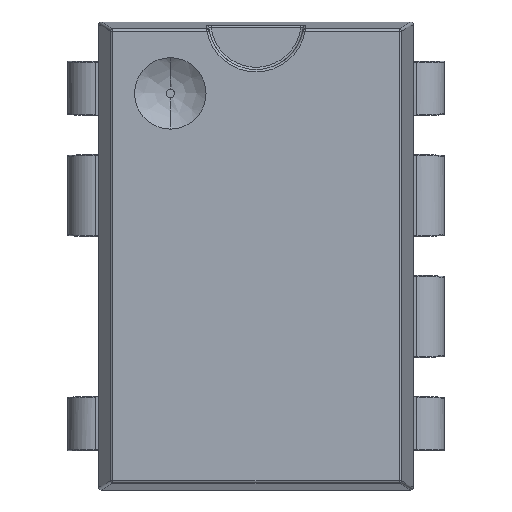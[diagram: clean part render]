
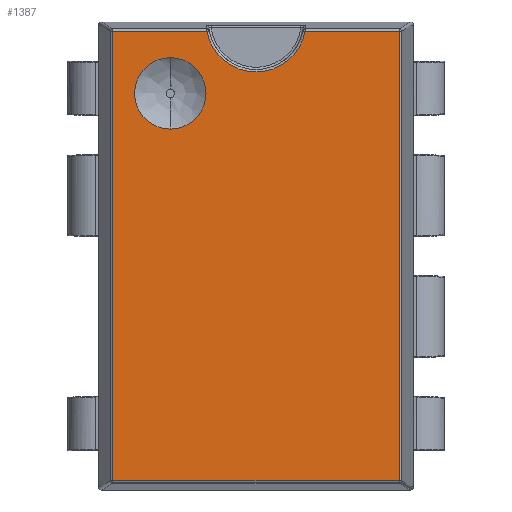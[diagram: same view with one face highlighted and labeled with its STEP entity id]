
A CAD part, left-side view. The second image highlights one B-rep face of the part: STEP entity #1387.
In plain terms, the highlighted face is planar.
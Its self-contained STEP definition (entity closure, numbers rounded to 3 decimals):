
#195=FACE_BOUND('',#2347,.T.);
#196=FACE_BOUND('',#2348,.T.);
#999=PLANE('',#7018);
#1387=ADVANCED_FACE('',(#195,#196),#999,.T.);
#2347=EDGE_LOOP('',(#4270,#4271));
#2348=EDGE_LOOP('',(#4272,#4273,#4274,#4275,#4276,#4277));
#2597=CIRCLE('',#6938,0.75);
#2601=CIRCLE('',#6943,0.75);
#2631=CIRCLE('',#6989,1.05);
#4270=ORIENTED_EDGE('',*,*,#5517,.T.);
#4271=ORIENTED_EDGE('',*,*,#5521,.T.);
#4272=ORIENTED_EDGE('',*,*,#5579,.T.);
#4273=ORIENTED_EDGE('',*,*,#5574,.T.);
#4274=ORIENTED_EDGE('',*,*,#5571,.T.);
#4275=ORIENTED_EDGE('',*,*,#5564,.T.);
#4276=ORIENTED_EDGE('',*,*,#5613,.T.);
#4277=ORIENTED_EDGE('',*,*,#5614,.F.);
#4729=VERTEX_POINT('',#11831);
#4730=VERTEX_POINT('',#11833);
#4733=VERTEX_POINT('',#11874);
#4762=VERTEX_POINT('',#12149);
#4763=VERTEX_POINT('',#12153);
#4766=VERTEX_POINT('',#12163);
#4767=VERTEX_POINT('',#12170);
#4768=VERTEX_POINT('',#12176);
#5517=EDGE_CURVE('',#4730,#4729,#2597,.T.);
#5521=EDGE_CURVE('',#4729,#4730,#2601,.T.);
#5564=EDGE_CURVE('',#4763,#4762,#5966,.T.);
#5571=EDGE_CURVE('',#4766,#4763,#5969,.T.);
#5574=EDGE_CURVE('',#4767,#4766,#2631,.T.);
#5579=EDGE_CURVE('',#4768,#4767,#5970,.T.);
#5613=EDGE_CURVE('',#4762,#4733,#5997,.T.);
#5614=EDGE_CURVE('',#4768,#4733,#5998,.T.);
#5966=LINE('',#12152,#6348);
#5969=LINE('',#12165,#6351);
#5970=LINE('',#12182,#6352);
#5997=LINE('',#12261,#6379);
#5998=LINE('',#12263,#6380);
#6348=VECTOR('',#8550,1.);
#6351=VECTOR('',#8565,1.);
#6352=VECTOR('',#8590,1.);
#6379=VECTOR('',#8657,1.);
#6380=VECTOR('',#8660,1.);
#6938=AXIS2_PLACEMENT_3D('',#11832,#8460,#8461);
#6943=AXIS2_PLACEMENT_3D('',#11855,#8470,#8471);
#6989=AXIS2_PLACEMENT_3D('',#12171,#8574,#8575);
#7018=AXIS2_PLACEMENT_3D('',#12264,#8661,#8662);
#8460=DIRECTION('',(0.,-1.,0.));
#8461=DIRECTION('',(0.,0.,1.));
#8470=DIRECTION('',(0.,-1.,0.));
#8471=DIRECTION('',(0.,0.,-1.));
#8550=DIRECTION('',(0.,0.,-1.));
#8565=DIRECTION('',(1.,0.,0.));
#8574=DIRECTION('',(0.,-1.,0.));
#8575=DIRECTION('',(-0.982,0.,-0.186));
#8590=DIRECTION('',(1.,0.,0.));
#8657=DIRECTION('',(-1.,0.,0.));
#8660=DIRECTION('',(0.,0.,-1.));
#8661=DIRECTION('',(0.,1.,0.));
#8662=DIRECTION('',(-1.,0.,0.));
#11831=CARTESIAN_POINT('',(1.8,1.84,2.665));
#11832=CARTESIAN_POINT('',(1.8,1.84,3.415));
#11833=CARTESIAN_POINT('',(1.8,1.84,4.165));
#11855=CARTESIAN_POINT('',(1.8,1.84,3.415));
#11874=CARTESIAN_POINT('',(-3.007,1.84,-4.719));
#12149=CARTESIAN_POINT('',(3.007,1.84,-4.719));
#12152=CARTESIAN_POINT('',(3.007,1.84,4.719));
#12153=CARTESIAN_POINT('',(3.007,1.84,4.719));
#12163=CARTESIAN_POINT('',(1.032,1.84,4.719));
#12165=CARTESIAN_POINT('',(1.032,1.84,4.719));
#12170=CARTESIAN_POINT('',(-1.032,1.84,4.719));
#12171=CARTESIAN_POINT('',(0.,1.84,4.915));
#12176=CARTESIAN_POINT('',(-3.007,1.84,4.719));
#12182=CARTESIAN_POINT('',(-3.007,1.84,4.719));
#12261=CARTESIAN_POINT('',(3.007,1.84,-4.719));
#12263=CARTESIAN_POINT('',(-3.007,1.84,4.719));
#12264=CARTESIAN_POINT('',(3.05,1.84,-4.915));
